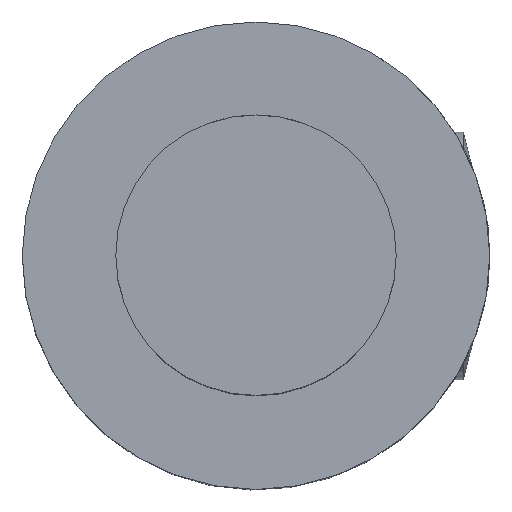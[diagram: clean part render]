
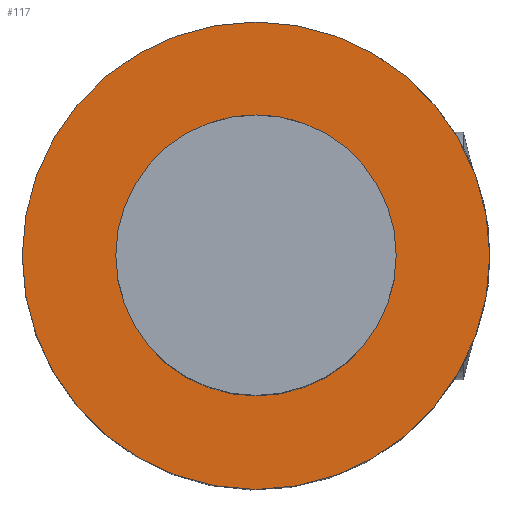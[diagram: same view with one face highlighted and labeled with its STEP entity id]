
A CAD part, top view. The second image highlights one B-rep face of the part: STEP entity #117.
In plain terms, the highlighted planar face has unit normal (0, 0, 1).
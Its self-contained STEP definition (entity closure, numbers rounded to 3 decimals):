
#90=EDGE_CURVE('240[2]',#194,#194,#195,.T.);
#117=ADVANCED_FACE('240[2]',(#232,#233),#234,.T.);
#119=EDGE_CURVE('240[2]',#236,#236,#237,.T.);
#194=VERTEX_POINT('',#385);
#195=CIRCLE('',#386,9.0);
#232=FACE_BOUND('',#437,.T.);
#233=FACE_OUTER_BOUND('',#438,.T.);
#234=PLANE('',#439);
#236=VERTEX_POINT('',#442);
#237=CIRCLE('',#443,15.0);
#385=CARTESIAN_POINT('',(9.0,0.0,0.0));
#386=AXIS2_PLACEMENT_3D('',#506,#507,#508);
#437=EDGE_LOOP('',(#547));
#438=EDGE_LOOP('',(#548));
#439=AXIS2_PLACEMENT_3D('',#549,#550,#551);
#442=CARTESIAN_POINT('',(-15.0,0.,0.));
#443=AXIS2_PLACEMENT_3D('',#552,#553,#554);
#506=CARTESIAN_POINT('',(0.0,0.0,0.));
#507=DIRECTION('',(0.,0.,-1.0));
#508=DIRECTION('',(1.0,0.,0.));
#547=ORIENTED_EDGE('',*,*,#90,.T.);
#548=ORIENTED_EDGE('',*,*,#119,.T.);
#549=CARTESIAN_POINT('',(-7.5,0.,0.));
#550=DIRECTION('',(0.,0.,1.0));
#551=DIRECTION('',(-1.0,0.,0.));
#552=CARTESIAN_POINT('',(0.0,0.0,0.0));
#553=DIRECTION('',(0.,0.,1.0));
#554=DIRECTION('',(-1.0,0.,0.));
